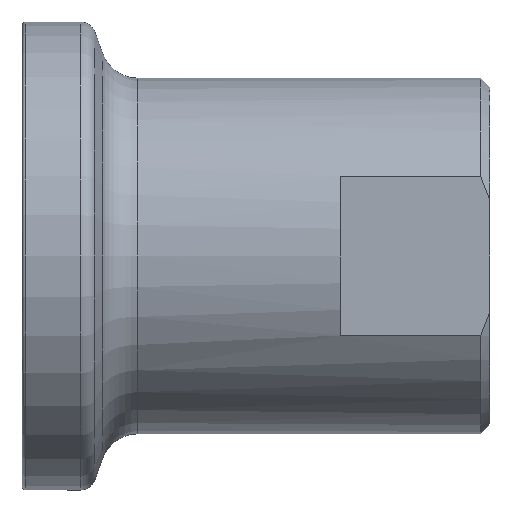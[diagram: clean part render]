
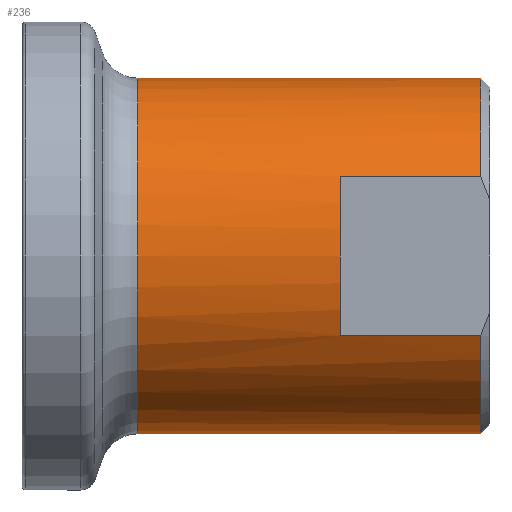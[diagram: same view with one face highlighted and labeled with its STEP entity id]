
A CAD part, front view. The second image highlights one B-rep face of the part: STEP entity #236.
In plain terms, the highlighted cylindrical face has radius 9.5 mm (diameter 19 mm), a partial arc.
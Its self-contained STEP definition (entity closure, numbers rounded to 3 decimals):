
#23 = DIRECTION ( 'NONE',  ( -1., 0., 0. ) ) ;
#27 = EDGE_CURVE ( 'NONE', #224, #942, #1218, .T. ) ;
#28 = DIRECTION ( 'NONE',  ( 1., 0., 0. ) ) ;
#38 = AXIS2_PLACEMENT_3D ( 'NONE', #647, #446, #258 ) ;
#40 = CARTESIAN_POINT ( 'NONE',  ( 17., 0., 0. ) ) ;
#50 = EDGE_CURVE ( 'NONE', #161, #224, #918, .T. ) ;
#77 = DIRECTION ( 'NONE',  ( -1., 0., 0. ) ) ;
#88 = CARTESIAN_POINT ( 'NONE',  ( 24.5, 0., 0. ) ) ;
#90 = AXIS2_PLACEMENT_3D ( 'NONE', #690, #1139, #1146 ) ;
#107 = CARTESIAN_POINT ( 'NONE',  ( 0., -8.5, 4.243 ) ) ;
#112 = AXIS2_PLACEMENT_3D ( 'NONE', #1143, #566, #1148 ) ;
#161 = VERTEX_POINT ( 'NONE', #644 ) ;
#164 = CARTESIAN_POINT ( 'NONE',  ( 24.5, -8.5, 4.243 ) ) ;
#175 = VERTEX_POINT ( 'NONE', #164 ) ;
#190 = EDGE_CURVE ( 'NONE', #175, #368, #355, .T. ) ;
#197 = ORIENTED_EDGE ( 'NONE', *, *, #1067, .F. ) ;
#224 = VERTEX_POINT ( 'NONE', #393 ) ;
#236 = ADVANCED_FACE ( 'NONE', ( #386 ), #273, .T. ) ;
#258 = DIRECTION ( 'NONE',  ( 0., 0., 1. ) ) ;
#273 = CYLINDRICAL_SURFACE ( 'NONE', #90, 9.5 ) ;
#300 = DIRECTION ( 'NONE',  ( 0., 0., 1. ) ) ;
#301 = VERTEX_POINT ( 'NONE', #872 ) ;
#333 = ORIENTED_EDGE ( 'NONE', *, *, #27, .T. ) ;
#337 = CIRCLE ( 'NONE', #112, 9.5 ) ;
#347 = LINE ( 'NONE', #938, #864 ) ;
#355 = CIRCLE ( 'NONE', #1057, 9.5 ) ;
#364 = ORIENTED_EDGE ( 'NONE', *, *, #50, .T. ) ;
#368 = VERTEX_POINT ( 'NONE', #637 ) ;
#370 = AXIS2_PLACEMENT_3D ( 'NONE', #40, #23, #409 ) ;
#386 = FACE_OUTER_BOUND ( 'NONE', #676, .T. ) ;
#390 = LINE ( 'NONE', #1181, #1006 ) ;
#393 = CARTESIAN_POINT ( 'NONE',  ( 17., -8.5, -4.243 ) ) ;
#409 = DIRECTION ( 'NONE',  ( 0., 0., 1. ) ) ;
#446 = DIRECTION ( 'NONE',  ( -1., 0., 0. ) ) ;
#453 = DIRECTION ( 'NONE',  ( -1., 0., 0. ) ) ;
#506 = ORIENTED_EDGE ( 'NONE', *, *, #190, .T. ) ;
#533 = VECTOR ( 'NONE', #453, 1000. ) ;
#566 = DIRECTION ( 'NONE',  ( -1., 0., 0. ) ) ;
#580 = LINE ( 'NONE', #107, #850 ) ;
#623 = EDGE_CURVE ( 'NONE', #368, #717, #347, .T. ) ;
#637 = CARTESIAN_POINT ( 'NONE',  ( 24.5, 0., 9.5 ) ) ;
#644 = CARTESIAN_POINT ( 'NONE',  ( 24.5, -8.5, -4.243 ) ) ;
#647 = CARTESIAN_POINT ( 'NONE',  ( 6.192, 0., 0. ) ) ;
#666 = ORIENTED_EDGE ( 'NONE', *, *, #1180, .T. ) ;
#676 = EDGE_LOOP ( 'NONE', ( #1087, #1226, #364, #333, #666, #506, #1103, #197 ) ) ;
#682 = DIRECTION ( 'NONE',  ( -1., 0., 0. ) ) ;
#690 = CARTESIAN_POINT ( 'NONE',  ( 0., 0., 0. ) ) ;
#716 = EDGE_CURVE ( 'NONE', #846, #161, #337, .T. ) ;
#717 = VERTEX_POINT ( 'NONE', #954 ) ;
#776 = CARTESIAN_POINT ( 'NONE',  ( 24.5, 0., -9.5 ) ) ;
#788 = CIRCLE ( 'NONE', #38, 9.5 ) ;
#793 = DIRECTION ( 'NONE',  ( -1., 0., 0. ) ) ;
#846 = VERTEX_POINT ( 'NONE', #776 ) ;
#850 = VECTOR ( 'NONE', #28, 1000. ) ;
#864 = VECTOR ( 'NONE', #77, 1000. ) ;
#872 = CARTESIAN_POINT ( 'NONE',  ( 6.192, 0., -9.5 ) ) ;
#918 = LINE ( 'NONE', #1211, #533 ) ;
#938 = CARTESIAN_POINT ( 'NONE',  ( 0., 0., 9.5 ) ) ;
#942 = VERTEX_POINT ( 'NONE', #1104 ) ;
#954 = CARTESIAN_POINT ( 'NONE',  ( 6.192, 0., 9.5 ) ) ;
#1006 = VECTOR ( 'NONE', #793, 1000. ) ;
#1057 = AXIS2_PLACEMENT_3D ( 'NONE', #88, #682, #300 ) ;
#1067 = EDGE_CURVE ( 'NONE', #301, #717, #788, .T. ) ;
#1087 = ORIENTED_EDGE ( 'NONE', *, *, #1106, .F. ) ;
#1103 = ORIENTED_EDGE ( 'NONE', *, *, #623, .T. ) ;
#1104 = CARTESIAN_POINT ( 'NONE',  ( 17., -8.5, 4.243 ) ) ;
#1106 = EDGE_CURVE ( 'NONE', #846, #301, #390, .T. ) ;
#1139 = DIRECTION ( 'NONE',  ( -1., 0., 0. ) ) ;
#1143 = CARTESIAN_POINT ( 'NONE',  ( 24.5, 0., 0. ) ) ;
#1146 = DIRECTION ( 'NONE',  ( 0., 0., 1. ) ) ;
#1148 = DIRECTION ( 'NONE',  ( 0., 0., 1. ) ) ;
#1180 = EDGE_CURVE ( 'NONE', #942, #175, #580, .T. ) ;
#1181 = CARTESIAN_POINT ( 'NONE',  ( 0., 0., -9.5 ) ) ;
#1211 = CARTESIAN_POINT ( 'NONE',  ( 0., -8.5, -4.243 ) ) ;
#1218 = CIRCLE ( 'NONE', #370, 9.5 ) ;
#1226 = ORIENTED_EDGE ( 'NONE', *, *, #716, .T. ) ;
